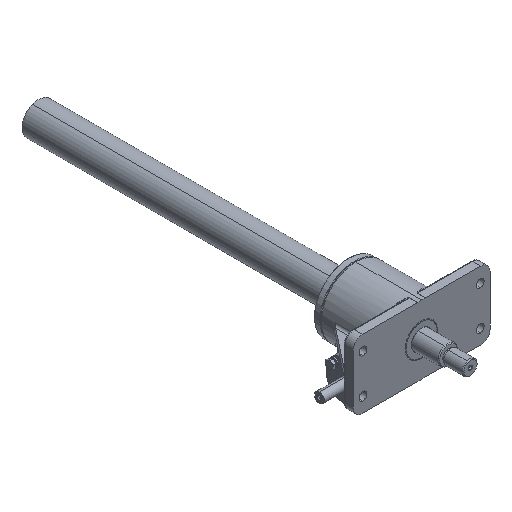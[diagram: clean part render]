
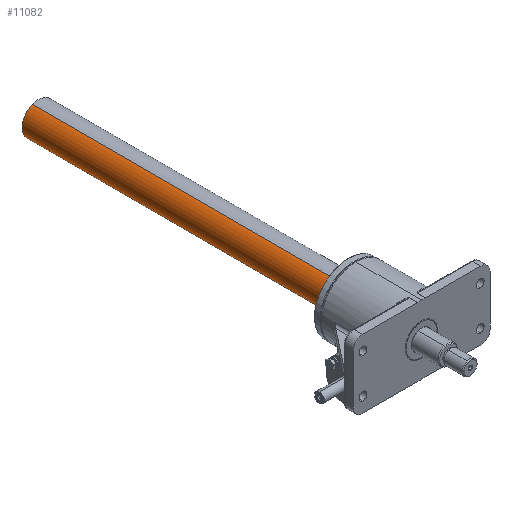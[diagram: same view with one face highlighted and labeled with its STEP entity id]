
A CAD part, isometric view. The second image highlights one B-rep face of the part: STEP entity #11082.
In plain terms, the highlighted cylindrical face has radius 21.082 mm (diameter 42.164 mm), a partial arc.
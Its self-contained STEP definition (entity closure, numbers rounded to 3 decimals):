
#382 = CARTESIAN_POINT ( 'NONE',  ( -111.602, 0., 0. ) ) ;
#779 = LINE ( 'NONE', #13585, #21847 ) ;
#1117 = CIRCLE ( 'NONE', #4487, 21.082 ) ;
#2250 = DIRECTION ( 'NONE',  ( -1., 0., 0. ) ) ;
#2493 = EDGE_CURVE ( 'NONE', #9437, #12332, #779, .T. ) ;
#3146 = VECTOR ( 'NONE', #2250, 1000. ) ;
#4014 = CARTESIAN_POINT ( 'NONE',  ( 19.05, 0., 21.082 ) ) ;
#4487 = AXIS2_PLACEMENT_3D ( 'NONE', #7185, #18105, #15993 ) ;
#5904 = CIRCLE ( 'NONE', #21143, 21.082 ) ;
#6522 = EDGE_LOOP ( 'NONE', ( #14005, #15534, #16065, #13050 ) ) ;
#7185 = CARTESIAN_POINT ( 'NONE',  ( 417.75, 0., 0. ) ) ;
#7249 = EDGE_CURVE ( 'NONE', #8934, #21140, #19843, .T. ) ;
#7752 = FACE_OUTER_BOUND ( 'NONE', #6522, .T. ) ;
#8624 = DIRECTION ( 'NONE',  ( -1., 0., 0. ) ) ;
#8934 = VERTEX_POINT ( 'NONE', #14312 ) ;
#9437 = VERTEX_POINT ( 'NONE', #9551 ) ;
#9551 = CARTESIAN_POINT ( 'NONE',  ( 417.75, 0., -21.082 ) ) ;
#10667 = EDGE_CURVE ( 'NONE', #12332, #21140, #5904, .T. ) ;
#11009 = CYLINDRICAL_SURFACE ( 'NONE', #19662, 21.082 ) ;
#11082 = ADVANCED_FACE ( 'NONE', ( #7752 ), #11009, .T. ) ;
#12208 = CARTESIAN_POINT ( 'NONE',  ( 19.05, 0., 0. ) ) ;
#12332 = VERTEX_POINT ( 'NONE', #13386 ) ;
#13050 = ORIENTED_EDGE ( 'NONE', *, *, #10667, .F. ) ;
#13244 = DIRECTION ( 'NONE',  ( -1., 0., 0. ) ) ;
#13386 = CARTESIAN_POINT ( 'NONE',  ( 19.05, 0., -21.082 ) ) ;
#13585 = CARTESIAN_POINT ( 'NONE',  ( -111.602, 0., -21.082 ) ) ;
#14005 = ORIENTED_EDGE ( 'NONE', *, *, #2493, .F. ) ;
#14312 = CARTESIAN_POINT ( 'NONE',  ( 417.75, 0., 21.082 ) ) ;
#14812 = DIRECTION ( 'NONE',  ( -1., 0., 0. ) ) ;
#15534 = ORIENTED_EDGE ( 'NONE', *, *, #16606, .T. ) ;
#15993 = DIRECTION ( 'NONE',  ( 0., 0., 1. ) ) ;
#16065 = ORIENTED_EDGE ( 'NONE', *, *, #7249, .T. ) ;
#16606 = EDGE_CURVE ( 'NONE', #9437, #8934, #1117, .T. ) ;
#17659 = DIRECTION ( 'NONE',  ( 0., 0., 1. ) ) ;
#18105 = DIRECTION ( 'NONE',  ( -1., 0., 0. ) ) ;
#18204 = CARTESIAN_POINT ( 'NONE',  ( -111.602, 0., 21.082 ) ) ;
#19662 = AXIS2_PLACEMENT_3D ( 'NONE', #382, #14812, #21704 ) ;
#19843 = LINE ( 'NONE', #18204, #3146 ) ;
#21140 = VERTEX_POINT ( 'NONE', #4014 ) ;
#21143 = AXIS2_PLACEMENT_3D ( 'NONE', #12208, #8624, #17659 ) ;
#21704 = DIRECTION ( 'NONE',  ( 0., 0., 1. ) ) ;
#21847 = VECTOR ( 'NONE', #13244, 1000. ) ;
